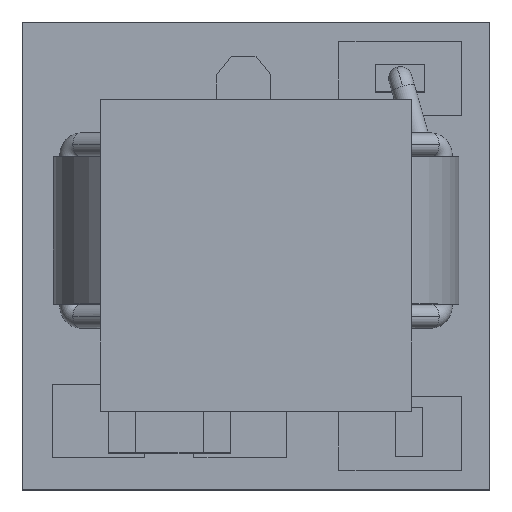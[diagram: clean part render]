
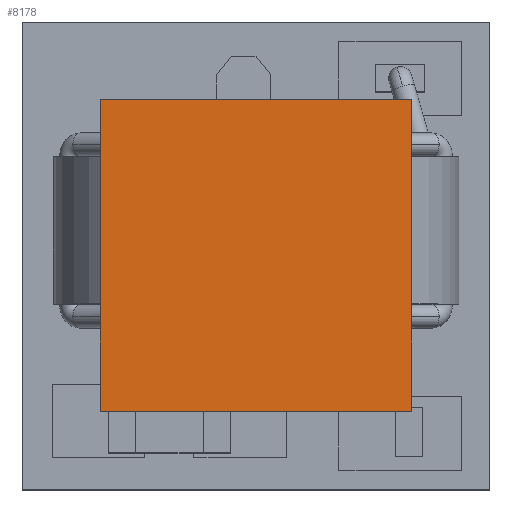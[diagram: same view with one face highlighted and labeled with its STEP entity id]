
A CAD part, top view. The second image highlights one B-rep face of the part: STEP entity #8178.
In plain terms, the highlighted planar face has unit normal (0, 0, 1).
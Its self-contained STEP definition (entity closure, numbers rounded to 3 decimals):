
#54 = VECTOR ( 'NONE', #3228, 1000. ) ;
#268 = EDGE_LOOP ( 'NONE', ( #8106, #1780, #840, #3139 ) ) ;
#282 = LINE ( 'NONE', #5594, #54 ) ;
#331 = EDGE_CURVE ( 'NONE', #9790, #7932, #7125, .T. ) ;
#583 = LINE ( 'NONE', #8368, #2404 ) ;
#811 = CARTESIAN_POINT ( 'NONE',  ( 1.27, 1.27, 3.51 ) ) ;
#840 = ORIENTED_EDGE ( 'NONE', *, *, #4657, .F. ) ;
#999 = DIRECTION ( 'NONE',  ( -1., 0., 0. ) ) ;
#1180 = CARTESIAN_POINT ( 'NONE',  ( 1.27, -1.27, 3.51 ) ) ;
#1591 = LINE ( 'NONE', #6366, #4518 ) ;
#1780 = ORIENTED_EDGE ( 'NONE', *, *, #3427, .F. ) ;
#1796 = CARTESIAN_POINT ( 'NONE',  ( 0., 0., 3.51 ) ) ;
#2220 = CARTESIAN_POINT ( 'NONE',  ( -1.27, 1.27, 3.51 ) ) ;
#2404 = VECTOR ( 'NONE', #6144, 1000. ) ;
#3139 = ORIENTED_EDGE ( 'NONE', *, *, #4362, .T. ) ;
#3228 = DIRECTION ( 'NONE',  ( 0., 1., 0. ) ) ;
#3427 = EDGE_CURVE ( 'NONE', #3745, #7932, #282, .T. ) ;
#3745 = VERTEX_POINT ( 'NONE', #6974 ) ;
#4113 = VERTEX_POINT ( 'NONE', #1180 ) ;
#4362 = EDGE_CURVE ( 'NONE', #4113, #9790, #1591, .T. ) ;
#4518 = VECTOR ( 'NONE', #5513, 1000. ) ;
#4657 = EDGE_CURVE ( 'NONE', #4113, #3745, #583, .T. ) ;
#4980 = PLANE ( 'NONE',  #6327 ) ;
#5513 = DIRECTION ( 'NONE',  ( 0., 1., 0. ) ) ;
#5594 = CARTESIAN_POINT ( 'NONE',  ( -1.27, -1.27, 3.51 ) ) ;
#5828 = CARTESIAN_POINT ( 'NONE',  ( 1.27, 1.27, 3.51 ) ) ;
#5976 = FACE_OUTER_BOUND ( 'NONE', #268, .T. ) ;
#6144 = DIRECTION ( 'NONE',  ( -1., 0., 0. ) ) ;
#6327 = AXIS2_PLACEMENT_3D ( 'NONE', #1796, #8060, #999 ) ;
#6366 = CARTESIAN_POINT ( 'NONE',  ( 1.27, -1.27, 3.51 ) ) ;
#6974 = CARTESIAN_POINT ( 'NONE',  ( -1.27, -1.27, 3.51 ) ) ;
#7125 = LINE ( 'NONE', #811, #9436 ) ;
#7932 = VERTEX_POINT ( 'NONE', #2220 ) ;
#8060 = DIRECTION ( 'NONE',  ( 0., 0., -1. ) ) ;
#8099 = DIRECTION ( 'NONE',  ( -1., 0., 0. ) ) ;
#8106 = ORIENTED_EDGE ( 'NONE', *, *, #331, .T. ) ;
#8178 = ADVANCED_FACE ( 'NONE', ( #5976 ), #4980, .F. ) ;
#8368 = CARTESIAN_POINT ( 'NONE',  ( 1.27, -1.27, 3.51 ) ) ;
#9436 = VECTOR ( 'NONE', #8099, 1000. ) ;
#9790 = VERTEX_POINT ( 'NONE', #5828 ) ;
